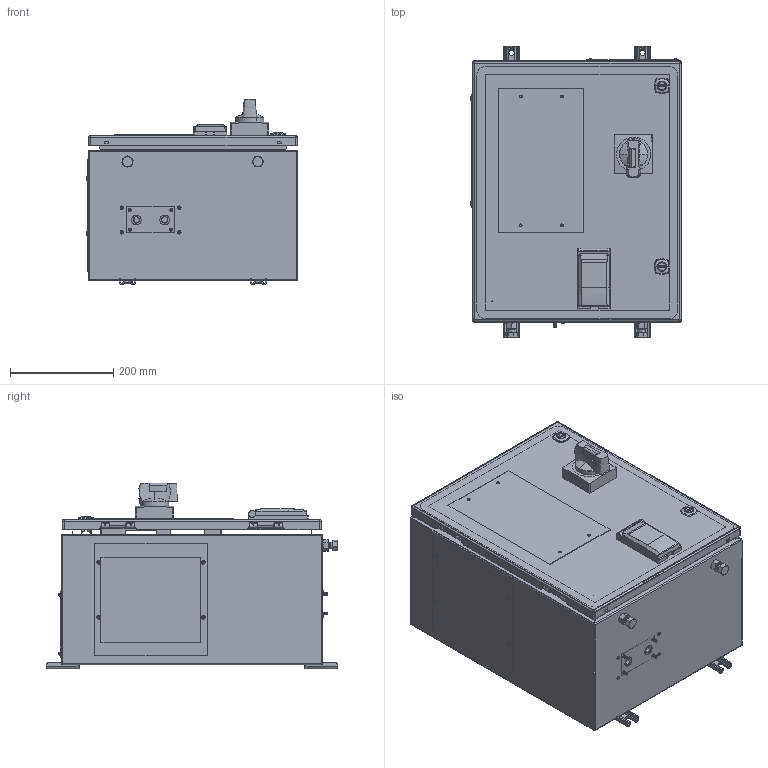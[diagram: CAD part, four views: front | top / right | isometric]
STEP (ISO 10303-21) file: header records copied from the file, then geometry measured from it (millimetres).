
FILE_DESCRIPTION (( 'STEP AP214' ), '1' );
FILE_NAME ('EN7000-1200C_203.STEP', '2021-01-15T19:52:34', ( '' ), ( '' ), 'SwSTEP 2.0', 'SolidWorks 2021', '' );
FILE_SCHEMA (( 'AUTOMOTIVE_DESIGN' ));
Length unit declared in the file: inch
Products named in the file (1): EN7000-1200C_203
Bounding box: 410.34 x 565.15 x 359.8 mm (x, y, z)
Surface area: 1839525.9 mm2 (no closed solid volume)
Topology: 0 solids, 181 shells, 719 faces, 3520 edges, 2886 vertices
Faces by surface type: cylinder 237, plane 236, cone 120, torus 56, bspline 48, sphere 22
Entity records: 64957 total; most frequent: CARTESIAN_POINT 29984, DIRECTION 4623, ORIENTED_EDGE 4614, EDGE_CURVE 3510, VERTEX_POINT 2886, LINE 1571, VECTOR 1571, AXIS2_PLACEMENT_3D 1526
